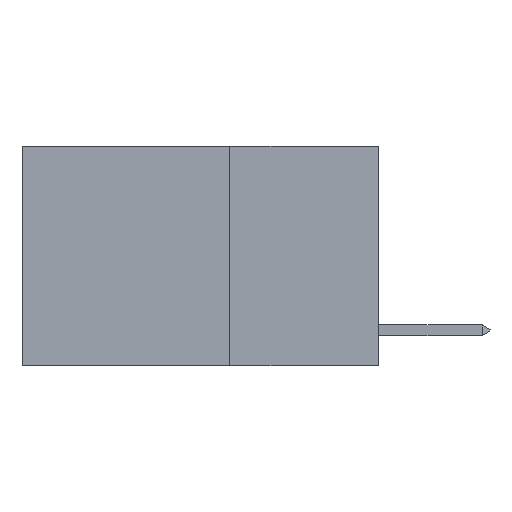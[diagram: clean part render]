
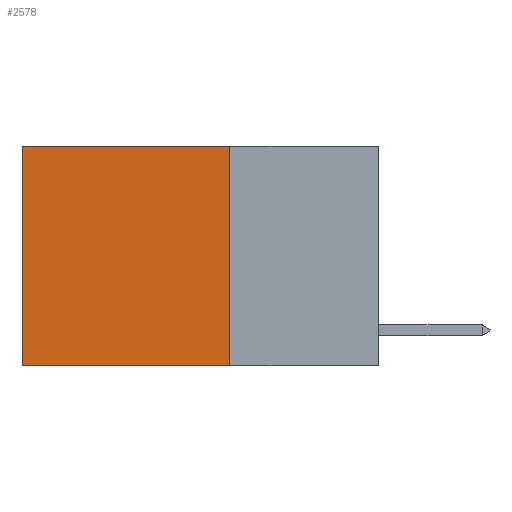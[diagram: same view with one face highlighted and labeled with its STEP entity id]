
A CAD part, left-side view. The second image highlights one B-rep face of the part: STEP entity #2578.
In plain terms, the highlighted planar face has unit normal (-1, 0, 0).
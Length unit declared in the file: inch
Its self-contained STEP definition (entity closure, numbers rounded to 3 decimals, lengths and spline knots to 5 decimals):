
#33 = CARTESIAN_POINT ( 'NONE',  ( 0.2625, 0.25, 0. ) ) ;
#672 = CARTESIAN_POINT ( 'NONE',  ( 0.2625, 0.6, 0. ) ) ;
#1001 = LINE ( 'NONE', #33, #11039 ) ;
#2049 = CARTESIAN_POINT ( 'NONE',  ( 0.2625, 0.25, 0. ) ) ;
#2530 = CARTESIAN_POINT ( 'NONE',  ( 0.2625, 0.6, 0. ) ) ;
#2578 = ADVANCED_FACE ( 'NONE', ( #15858 ), #5560, .F. ) ;
#3505 = DIRECTION ( 'NONE',  ( 0., 0., -1. ) ) ;
#3966 = CARTESIAN_POINT ( 'NONE',  ( 0.2625, 0.25, 0. ) ) ;
#5560 = PLANE ( 'NONE',  #16742 ) ;
#5645 = ORIENTED_EDGE ( 'NONE', *, *, #9901, .F. ) ;
#5887 = VERTEX_POINT ( 'NONE', #3966 ) ;
#6102 = CARTESIAN_POINT ( 'NONE',  ( 0.2625, 0.25, -0.37 ) ) ;
#6667 = EDGE_CURVE ( 'NONE', #18744, #14816, #20744, .T. ) ;
#9526 = DIRECTION ( 'NONE',  ( 0., 0., -1. ) ) ;
#9901 = EDGE_CURVE ( 'NONE', #21292, #14816, #17045, .T. ) ;
#11039 = VECTOR ( 'NONE', #3505, 39.37008 ) ;
#11964 = DIRECTION ( 'NONE',  ( 0., 0., -1. ) ) ;
#12249 = EDGE_CURVE ( 'NONE', #5887, #21292, #1001, .T. ) ;
#12390 = VECTOR ( 'NONE', #19129, 39.37008 ) ;
#13029 = VECTOR ( 'NONE', #9526, 39.37008 ) ;
#14451 = ORIENTED_EDGE ( 'NONE', *, *, #20266, .T. ) ;
#14762 = DIRECTION ( 'NONE',  ( 0., 1., 0. ) ) ;
#14816 = VERTEX_POINT ( 'NONE', #16229 ) ;
#15322 = DIRECTION ( 'NONE',  ( 1., 0., 0. ) ) ;
#15557 = LINE ( 'NONE', #17900, #19400 ) ;
#15858 = FACE_OUTER_BOUND ( 'NONE', #19618, .T. ) ;
#16229 = CARTESIAN_POINT ( 'NONE',  ( 0.2625, 0.6, -0.37 ) ) ;
#16742 = AXIS2_PLACEMENT_3D ( 'NONE', #2049, #15322, #11964 ) ;
#16963 = ORIENTED_EDGE ( 'NONE', *, *, #12249, .F. ) ;
#17045 = LINE ( 'NONE', #6102, #12390 ) ;
#17900 = CARTESIAN_POINT ( 'NONE',  ( 0.2625, 0.25, 0. ) ) ;
#18228 = CARTESIAN_POINT ( 'NONE',  ( 0.2625, 0.25, -0.37 ) ) ;
#18744 = VERTEX_POINT ( 'NONE', #2530 ) ;
#19129 = DIRECTION ( 'NONE',  ( 0., 1., 0. ) ) ;
#19400 = VECTOR ( 'NONE', #14762, 39.37008 ) ;
#19618 = EDGE_LOOP ( 'NONE', ( #21336, #5645, #16963, #14451 ) ) ;
#20266 = EDGE_CURVE ( 'NONE', #5887, #18744, #15557, .T. ) ;
#20744 = LINE ( 'NONE', #672, #13029 ) ;
#21292 = VERTEX_POINT ( 'NONE', #18228 ) ;
#21336 = ORIENTED_EDGE ( 'NONE', *, *, #6667, .T. ) ;
